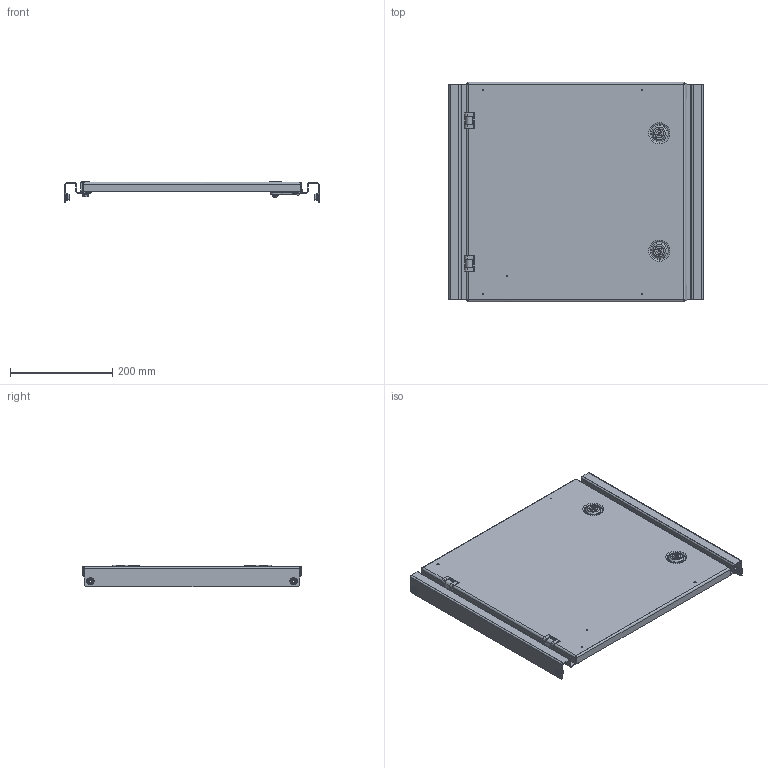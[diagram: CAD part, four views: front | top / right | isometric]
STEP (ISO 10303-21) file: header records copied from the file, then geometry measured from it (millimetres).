
FILE_DESCRIPTION (( 'STEP AP203' ), '1' );
FILE_NAME ('U8017505002 Êîìïëåêò äëÿ óñòàíîâêè âíóòðåííåé äâåðêè UC2 50.50 (000.801.245-08).STEP', '2022-04-29T06:41:15', ( '' ), ( '' ), 'SwSTEP 2.0', 'SolidWorks 2017', '' );
FILE_SCHEMA (( 'CONFIG_CONTROL_DESIGN' ));
Length unit declared in the file: millimetre
Products named in the file (19): Ïåòëÿ óãëîâàÿ äëÿ øêàôîâ UC USOLA_§ ªàëâ®; 000.207.194 Äâåðêà âíóòðåííÿÿ UC2_08 (50.50); ïîëóïåòëÿ âíóòðåííÿÿ; 鍔錓_7798_M6x8; U8017505002 Êîìïëåêò äëÿ óñòàíîâêè âíóòðåííåé äâåðêè UC2 50.50 (000.801.245-08); 012-1803 眈翴錪 鳱歑膱_08 (50.50); ïîëóïåòëÿ âíåøíÿÿ; ч瀁禬п-1_00; øòûðü; Øïèëüêà ðåçüáîâàÿ Ì6_Œ5å12; 鎔艜_17473_M6x12; 063 1-1-01-37 Çàìîê ïîä àíãëèéñêèé êëþ÷ Mesan_00; 026-745 赶鎀鍧_02 (500); 扻豵鵨_п-1; 嵑殧趌11371_6; 嵑殧趌6402_6; hex flange nut_din_Hexagon Flange Nut DIN 6923 - M6 - N; 044-82 逄闉 鳱歑膱; Øïèëüêà çàçåìëåíèÿ CKF CS_Œ6å16
Assembly tree (32 placements, depth 3):
  U8017505002 Êîìïëåêò äëÿ óñòàíîâêè âíóòðåííåé äâåðêè UC2 50.50 (000.801.245-08)
    000.207.194 Äâåðêà âíóòðåííÿÿ UC2_08 (50.50)
      012-1803 眈翴錪 鳱歑膱_08 (50.50)
      Øïèëüêà çàçåìëåíèÿ CKF CS_Œ6å16
      Øïèëüêà ðåçüáîâàÿ Ì6_Œ5å12  x4
    026-745 赶鎀鍧_02 (500)  x2
    hex flange nut_din_Hexagon Flange Nut DIN 6923 - M6 - N  x4
    Ïåòëÿ óãëîâàÿ äëÿ øêàôîâ UC USOLA_§ ªàëâ®  x2
      ïîëóïåòëÿ âíåøíÿÿ
      ïîëóïåòëÿ âíóòðåííÿÿ
      øòûðü
    鍔錓_7798_M6x8  x2
    嵑殧趌11371_6  x2
    嵑殧趌6402_6  x2
    063 1-1-01-37 Çàìîê ïîä àíãëèéñêèé êëþ÷ Mesan_00  x2
      扻豵鵨_п-1
      ч瀁禬п-1_00
      嵑殧趌11371_6
      鎔艜_17473_M6x12
    044-82 逄闉 鳱歑膱  x2
Bounding box: 497.75 x 430 x 42.5 mm (x, y, z)
Volume: 602584.3 mm3; surface area: 649749.5 mm2
Topology: 34 solids, 36 shells, 995 faces, 2310 edges, 1438 vertices
Faces by surface type: plane 491, cylinder 306, cone 98, torus 56, bspline 40, sphere 4
Entity records: 18032 total; most frequent: CARTESIAN_POINT 3428, DIRECTION 2671, ORIENTED_EDGE 2434, EDGE_CURVE 1217, AXIS2_PLACEMENT_3D 983, VERTEX_POINT 762, LINE 705, VECTOR 705
